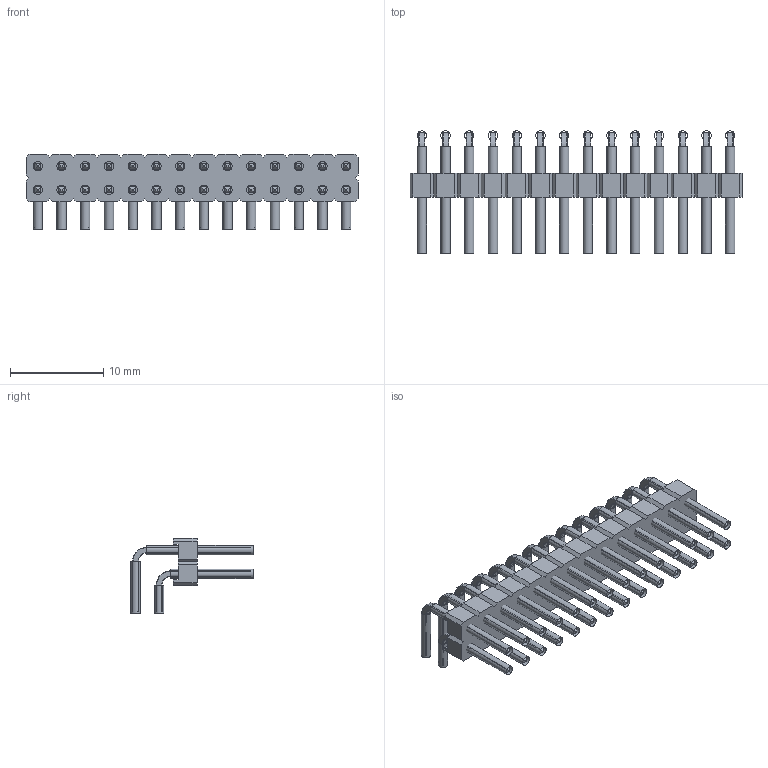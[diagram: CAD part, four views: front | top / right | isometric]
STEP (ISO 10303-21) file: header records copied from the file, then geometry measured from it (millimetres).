
FILE_DESCRIPTION(/* description */ ('-'),/* implementation_level */ '2;1');
FILE_NAME(/* name */ 'Stiftleiste, RM 2,54 mm - 6-3 mm, gewinkelt 90° stehend - 2 x 14 - schwarz',/* time_stamp */ '2022-04-29T18:30:29+02:00',/* author */ ('c.wilms'),/* organization */ ('-'),/* preprocessor_version */ 'ST-DEVELOPER v16.7',/* originating_system */ 'Solid Edge',/* authorisation */ 'Unknown');
FILE_SCHEMA (('AUTOMOTIVE_DESIGN {1 0 10303 214 3 1 1}'));
Length unit declared in the file: millimetre
Products named in the file (4): Stiftleiste, RM 2,54 mm - 6-3 mm, gewinkelt 90° stehend - 2 x 14 - sc
hwarz; Stiftleiste, RM 2,54 mm - Träger - 2 x 14 - schwarz; Stiftleiste, RM 2,54 mm - Stift, Reihe 1 -  6-3 mm, gewinkelt 90° ste
hend; Stiftleiste, RM 2,54 mm - Stift, Reihe 2 -  6-3 mm, gewinkelt 90° ste
hend
Assembly tree (29 placements, depth 2):
  Stiftleiste, RM 2,54 mm - 6-3 mm, gewinkelt 90° stehend - 2 x 14 - sc
hwarz
    Stiftleiste, RM 2,54 mm - Träger - 2 x 14 - schwarz
    Stiftleiste, RM 2,54 mm - Stift, Reihe 1 -  6-3 mm, gewinkelt 90° ste
hend  x14
    Stiftleiste, RM 2,54 mm - Stift, Reihe 2 -  6-3 mm, gewinkelt 90° ste
hend  x14
Bounding box: 35.56 x 13.1 x 8.08 mm (x, y, z)
Volume: 543.6 mm3; surface area: 3131.7 mm2
Topology: 29 solids, 85 shells, 1218 faces, 3256 edges, 2096 vertices
Faces by surface type: plane 658, cylinder 448, torus 112
Full cylindrical faces by diameter (mm): 1 x56
Entity records: 13191 total; most frequent: CARTESIAN_POINT 2280, DIRECTION 2248, ORIENTED_EDGE 2232, EDGE_CURVE 1120, LINE 824, VECTOR 824, VERTEX_POINT 744, AXIS2_PLACEMENT_3D 712
